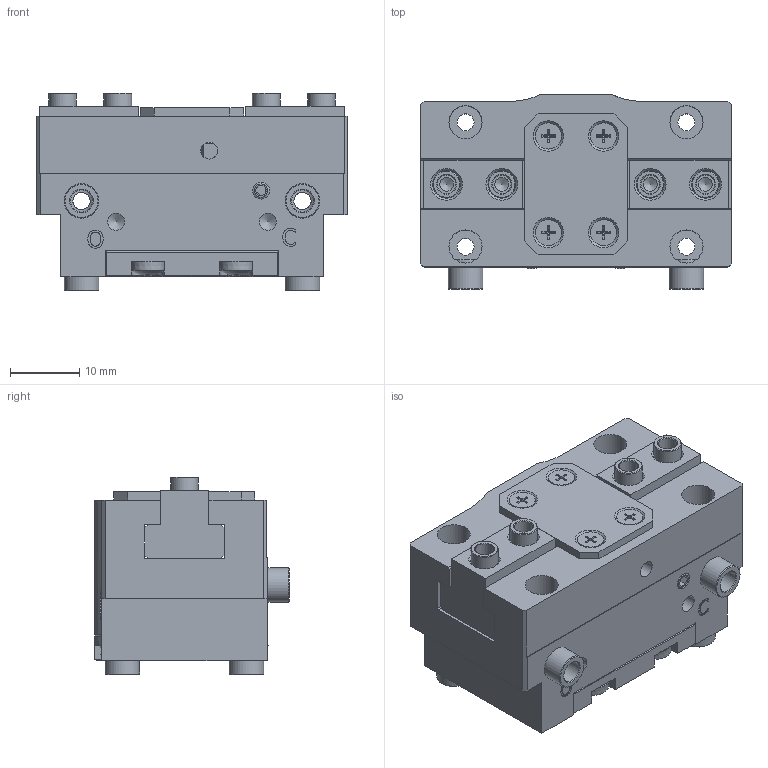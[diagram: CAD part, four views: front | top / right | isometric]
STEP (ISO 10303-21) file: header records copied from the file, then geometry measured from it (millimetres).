
FILE_DESCRIPTION(/* description */ ('ASSIEME CORSA 2.5 mm'),/* implementation_level */ '2;1');
FILE_NAME(/* name */ 'OPP-40-C1.stp',/* time_stamp */ '2021-01-31T10:02:40+01:00',/* author */ ('e.orio2'),/* organization */ (''),/* preprocessor_version */ 'ST-DEVELOPER v17',/* originating_system */ 'Autodesk Inventor 2019',/* authorisation */ '');
FILE_SCHEMA (('AUTOMOTIVE_DESIGN { 1 0 10303 214 3 1 1 }'));
Length unit declared in the file: millimetre
Products named in the file (13): OPP-40-C1 cliente; OPP-40-CORPO-cliente; PZP-40-GRIFFA-CLIENTE; PGP-40-COPERCHIO; PGP-40-FONDELLO-clinte; DIN 7985 (Z) - M2,5x6-Z; ISO 8734 - 2 x 5 - A; DIN 913 - M3 x 3; DIN 913 - M2 x 3; ISO 7046-1  - M2 x 5 - 4.8 - H; BOCCOLA 5H7L4.4; MAGNETE Ø4x2; BOCCOLA 4H7L4
Assembly tree (28 placements, depth 2):
  OPP-40-C1 cliente
    OPP-40-CORPO-cliente
    PZP-40-GRIFFA-CLIENTE  x2
    PGP-40-COPERCHIO
    PGP-40-FONDELLO-clinte
    DIN 7985 (Z) - M2,5x6-Z  x4
    ISO 8734 - 2 x 5 - A
    DIN 913 - M3 x 3  x2
    DIN 913 - M2 x 3  x2
    ISO 7046-1  - M2 x 5 - 4.8 - H  x4
    BOCCOLA 5H7L4.4  x4
    MAGNETE Ø4x2  x2
    BOCCOLA 4H7L4  x4
Bounding box: 45 x 28.2 x 28.6 mm (x, y, z)
Volume: 21163.7 mm3; surface area: 15549.9 mm2
Topology: 28 solids, 28 shells, 783 faces, 2110 edges, 1404 vertices
Faces by surface type: plane 361, cylinder 166, cone 164, bspline 60, torus 28, sphere 4
Full cylindrical faces by diameter (mm): 1.567 x6, 1.7 x2, 1.755 x4, 2 x8, 2.013 x12, 2.2 x1, 2.275 x4, 2.4 x4, 2.459 x10, 2.5 x10, 2.7 x4, 2.8 x4, 3 x4, 3.2 x4, 3.8 x4, 4 x10, 4.8 x10, 5 x8
Entity records: 17525 total; most frequent: CARTESIAN_POINT 4074, ORIENTED_EDGE 2718, DIRECTION 2613, EDGE_CURVE 1359, AXIS2_PLACEMENT_3D 946, VERTEX_POINT 919, LINE 721, VECTOR 721
